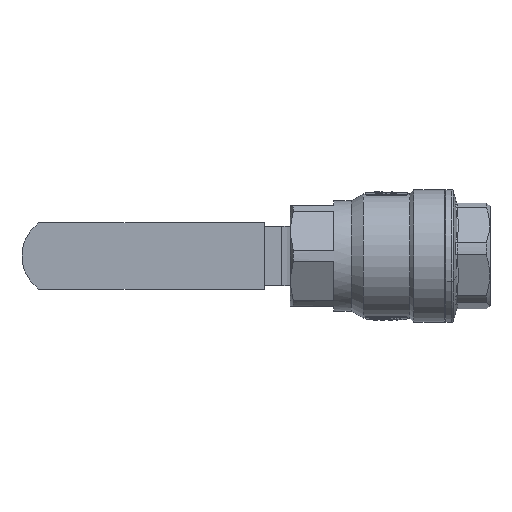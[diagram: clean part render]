
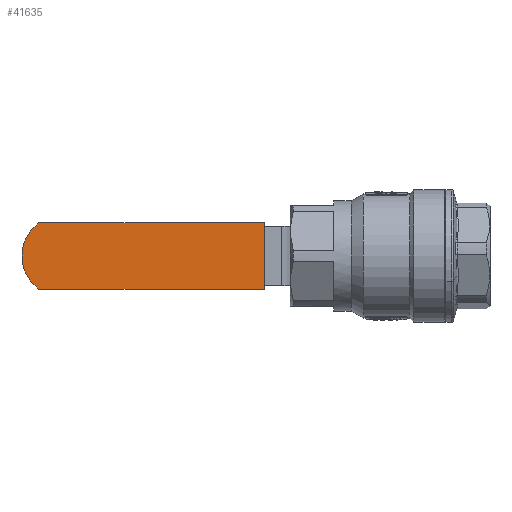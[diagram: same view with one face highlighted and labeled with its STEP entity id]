
A CAD part, front view. The second image highlights one B-rep face of the part: STEP entity #41635.
In plain terms, the highlighted face is planar.
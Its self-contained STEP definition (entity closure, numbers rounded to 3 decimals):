
#27072 = AXIS2_PLACEMENT_3D ( 'NONE', #27443, #27818, #27662 ) ;
#27443 = CARTESIAN_POINT ( 'NONE',  ( 63., 9.5, 0. ) ) ;
#27444 = CIRCLE ( 'NONE', #27072, 13. ) ;
#27662 = DIRECTION ( 'NONE',  ( -1., 0., 0. ) ) ;
#27818 = DIRECTION ( 'NONE',  ( 0., 0., 1. ) ) ;
#27862 = CARTESIAN_POINT ( 'NONE',  ( 76., 9.5, 0. ) ) ;
#28656 = CARTESIAN_POINT ( 'NONE',  ( 70.665, -1., 0. ) ) ;
#30277 = CARTESIAN_POINT ( 'NONE',  ( -1., -1., 0. ) ) ;
#30300 = CARTESIAN_POINT ( 'NONE',  ( -1., 20., 0. ) ) ;
#30319 = DIRECTION ( 'NONE',  ( 0., -1., 0. ) ) ;
#30320 = VECTOR ( 'NONE', #30319, 1000. ) ;
#30321 = CARTESIAN_POINT ( 'NONE',  ( -1., -1., 0. ) ) ;
#30322 = LINE ( 'NONE', #30321, #30320 ) ;
#30405 = DIRECTION ( 'NONE',  ( -1., 0., 0. ) ) ;
#30406 = VECTOR ( 'NONE', #30405, 1000. ) ;
#30413 = CARTESIAN_POINT ( 'NONE',  ( -1., 20., 0. ) ) ;
#30414 = LINE ( 'NONE', #30413, #30406 ) ;
#30452 = CARTESIAN_POINT ( 'NONE',  ( 70.665, 20., 0. ) ) ;
#30460 = DIRECTION ( 'NONE',  ( 1., 0., 0. ) ) ;
#30461 = VECTOR ( 'NONE', #30460, 1000. ) ;
#30462 = CARTESIAN_POINT ( 'NONE',  ( -1., -1., 0. ) ) ;
#30463 = LINE ( 'NONE', #30462, #30461 ) ;
#30498 = FACE_OUTER_BOUND ( 'NONE', #41616, .T. ) ;
#30517 = DIRECTION ( 'NONE',  ( -1., 0., 0. ) ) ;
#30518 = DIRECTION ( 'NONE',  ( 0., 0., -1. ) ) ;
#30519 = CARTESIAN_POINT ( 'NONE',  ( -1., 20., 0. ) ) ;
#30521 = CARTESIAN_POINT ( 'NONE',  ( 63., 9.5, 0. ) ) ;
#30532 = PLANE ( 'NONE',  #30537 ) ;
#30537 = AXIS2_PLACEMENT_3D ( 'NONE', #30519, #30518, #30517 ) ;
#30544 = CIRCLE ( 'NONE', #30555, 13. ) ;
#30555 = AXIS2_PLACEMENT_3D ( 'NONE', #30521, #30587, #30586 ) ;
#30586 = DIRECTION ( 'NONE',  ( -1., 0., 0. ) ) ;
#30587 = DIRECTION ( 'NONE',  ( 0., 0., 1. ) ) ;
#40993 = VERTEX_POINT ( 'NONE', #27862 ) ;
#41033 = EDGE_CURVE ( 'NONE', #41067, #40993, #27444, .T. ) ;
#41067 = VERTEX_POINT ( 'NONE', #28656 ) ;
#41521 = VERTEX_POINT ( 'NONE', #30277 ) ;
#41538 = EDGE_CURVE ( 'NONE', #41564, #41521, #30322, .T. ) ;
#41564 = VERTEX_POINT ( 'NONE', #30300 ) ;
#41601 = EDGE_CURVE ( 'NONE', #41614, #41564, #30414, .T. ) ;
#41604 = EDGE_CURVE ( 'NONE', #41521, #41067, #30463, .T. ) ;
#41614 = VERTEX_POINT ( 'NONE', #30452 ) ;
#41616 = EDGE_LOOP ( 'NONE', ( #41632, #41634, #41643, #41663, #41636 ) ) ;
#41632 = ORIENTED_EDGE ( 'NONE', *, *, #41033, .F. ) ;
#41634 = ORIENTED_EDGE ( 'NONE', *, *, #41604, .F. ) ;
#41635 = ADVANCED_FACE ( 'NONE', ( #30498 ), #30532, .T. ) ;
#41636 = ORIENTED_EDGE ( 'NONE', *, *, #41644, .F. ) ;
#41643 = ORIENTED_EDGE ( 'NONE', *, *, #41538, .F. ) ;
#41644 = EDGE_CURVE ( 'NONE', #40993, #41614, #30544, .T. ) ;
#41663 = ORIENTED_EDGE ( 'NONE', *, *, #41601, .F. ) ;
